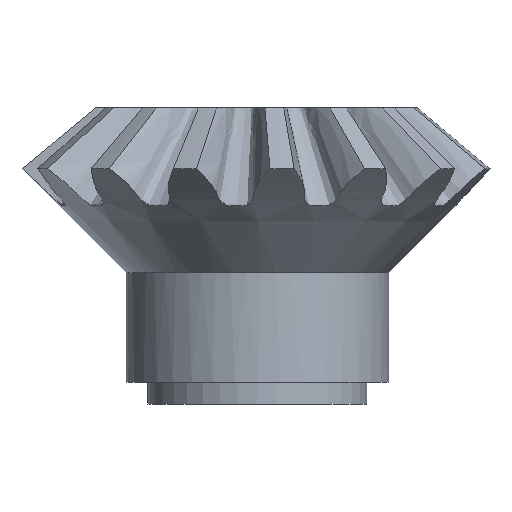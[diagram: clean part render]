
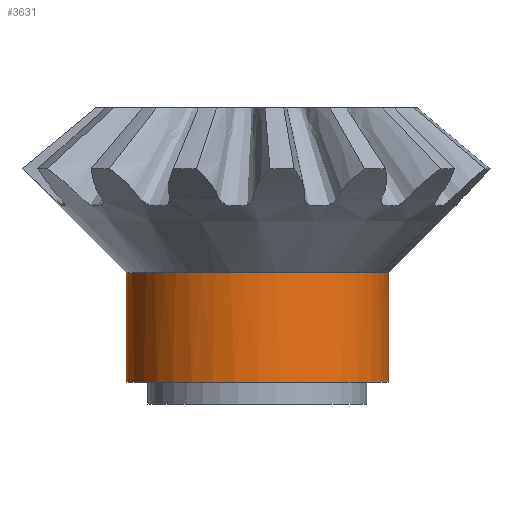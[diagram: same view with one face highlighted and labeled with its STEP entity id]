
A CAD part, front view. The second image highlights one B-rep face of the part: STEP entity #3631.
In plain terms, the highlighted cylindrical face has radius 9.525 mm (diameter 19.05 mm), a partial arc.
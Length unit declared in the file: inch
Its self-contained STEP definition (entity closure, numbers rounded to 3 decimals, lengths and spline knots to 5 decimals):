
#226 = CARTESIAN_POINT ( 'NONE',  ( -0.09817, -0.36528, -0.87496 ) ) ;
#322 = CARTESIAN_POINT ( 'NONE',  ( 0.37502, 0., -0.87496 ) ) ;
#328 = AXIS2_PLACEMENT_3D ( 'NONE', #4804, #7072, #5358 ) ;
#804 = CARTESIAN_POINT ( 'NONE',  ( 0.04909, -0.37504, -0.87496 ) ) ;
#919 = ORIENTED_EDGE ( 'NONE', *, *, #6821, .F. ) ;
#1329 = EDGE_CURVE ( 'NONE', #3971, #1883, #4432, .T. ) ;
#1361 = CARTESIAN_POINT ( 'NONE',  ( 0.18888, -0.32771, -0.87496 ) ) ;
#1434 = VERTEX_POINT ( 'NONE', #322 ) ;
#1452 = DIRECTION ( 'NONE',  ( 0., 0., 1. ) ) ;
#1485 = VECTOR ( 'NONE', #1452, 39.37008 ) ;
#1781 = VERTEX_POINT ( 'NONE', #5509 ) ;
#1883 = VERTEX_POINT ( 'NONE', #2765 ) ;
#1927 = CARTESIAN_POINT ( 'NONE',  ( 0.29991, -0.23048, -0.87496 ) ) ;
#2212 = LINE ( 'NONE', #5763, #3703 ) ;
#2365 = EDGE_CURVE ( 'NONE', #3971, #1434, #2212, .T. ) ;
#2475 = CARTESIAN_POINT ( 'NONE',  ( -0.36528, -0.09817, -0.87496 ) ) ;
#2499 = CARTESIAN_POINT ( 'NONE',  ( 0.36528, -0.09817, -0.87496 ) ) ;
#2635 = CYLINDRICAL_SURFACE ( 'NONE', #328, 0.375 ) ;
#2765 = CARTESIAN_POINT ( 'NONE',  ( -0.375, 0., -1.18746 ) ) ;
#2812 = FACE_OUTER_BOUND ( 'NONE', #3278, .T. ) ;
#3044 = CARTESIAN_POINT ( 'NONE',  ( -0.29991, -0.23048, -0.87496 ) ) ;
#3056 = DIRECTION ( 'NONE',  ( 0., 0., 1. ) ) ;
#3069 = CARTESIAN_POINT ( 'NONE',  ( 0.37502, 0., -0.87496 ) ) ;
#3125 = CARTESIAN_POINT ( 'NONE',  ( 0., 0., -1.18746 ) ) ;
#3278 = EDGE_LOOP ( 'NONE', ( #7277, #4885, #6023, #919 ) ) ;
#3493 = EDGE_CURVE ( 'NONE', #1883, #1781, #4492, .T. ) ;
#3601 = CARTESIAN_POINT ( 'NONE',  ( -0.18888, -0.32771, -0.87496 ) ) ;
#3631 = ADVANCED_FACE ( 'NONE', ( #2812 ), #2635, .T. ) ;
#3684 = DIRECTION ( 'NONE',  ( -1., 0., 0. ) ) ;
#3703 = VECTOR ( 'NONE', #3056, 39.37008 ) ;
#3827 = CARTESIAN_POINT ( 'NONE',  ( 0.375, 0., -1.18746 ) ) ;
#3971 = VERTEX_POINT ( 'NONE', #3827 ) ;
#4180 = CARTESIAN_POINT ( 'NONE',  ( -0.04909, -0.37504, -0.87496 ) ) ;
#4432 = CIRCLE ( 'NONE', #6869, 0.375 ) ;
#4492 = LINE ( 'NONE', #5404, #1485 ) ;
#4647 = CARTESIAN_POINT ( 'NONE',  ( -0.37502, 0., -0.87496 ) ) ;
#4747 = CARTESIAN_POINT ( 'NONE',  ( 0.09817, -0.36528, -0.87496 ) ) ;
#4804 = CARTESIAN_POINT ( 'NONE',  ( 0., 0., 0. ) ) ;
#4818 = B_SPLINE_CURVE_WITH_KNOTS ( 'NONE', 3,
 ( #4647, #5207, #2475, #6424, #3044, #6998, #3601, #226, #4180, #804, #4747, #1361, #5308, #1927, #5880, #2499, #6452, #3069 ),
 .UNSPECIFIED., .F., .F.,
 ( 4, 2, 2, 2, 2, 2, 2, 2, 4 ),
 ( 0.5, 0.5625, 0.625, 0.6875, 0.75, 0.8125, 0.875, 0.9375, 1. ),
 .UNSPECIFIED. ) ;
#4885 = ORIENTED_EDGE ( 'NONE', *, *, #1329, .F. ) ;
#5207 = CARTESIAN_POINT ( 'NONE',  ( -0.37504, -0.04909, -0.87496 ) ) ;
#5308 = CARTESIAN_POINT ( 'NONE',  ( 0.23048, -0.29991, -0.87496 ) ) ;
#5358 = DIRECTION ( 'NONE',  ( 1., 0., 0. ) ) ;
#5404 = CARTESIAN_POINT ( 'NONE',  ( -0.375, 0., 0. ) ) ;
#5509 = CARTESIAN_POINT ( 'NONE',  ( -0.37502, 0., -0.87496 ) ) ;
#5763 = CARTESIAN_POINT ( 'NONE',  ( 0.375, 0., 0. ) ) ;
#5880 = CARTESIAN_POINT ( 'NONE',  ( 0.32771, -0.18888, -0.87496 ) ) ;
#6023 = ORIENTED_EDGE ( 'NONE', *, *, #2365, .T. ) ;
#6424 = CARTESIAN_POINT ( 'NONE',  ( -0.32771, -0.18888, -0.87496 ) ) ;
#6452 = CARTESIAN_POINT ( 'NONE',  ( 0.37504, -0.04909, -0.87496 ) ) ;
#6821 = EDGE_CURVE ( 'NONE', #1781, #1434, #4818, .T. ) ;
#6869 = AXIS2_PLACEMENT_3D ( 'NONE', #3125, #7081, #3684 ) ;
#6998 = CARTESIAN_POINT ( 'NONE',  ( -0.23048, -0.29991, -0.87496 ) ) ;
#7072 = DIRECTION ( 'NONE',  ( 0., 0., 1. ) ) ;
#7081 = DIRECTION ( 'NONE',  ( 0., 0., -1. ) ) ;
#7277 = ORIENTED_EDGE ( 'NONE', *, *, #3493, .F. ) ;
